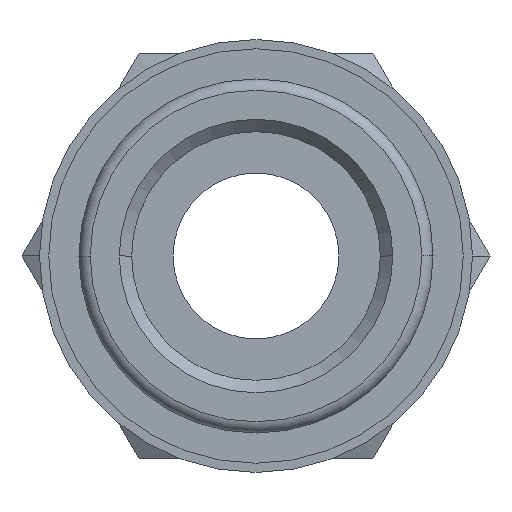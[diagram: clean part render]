
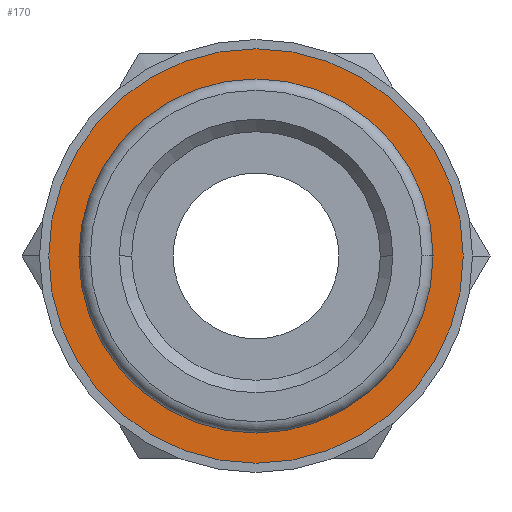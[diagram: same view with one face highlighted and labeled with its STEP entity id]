
A CAD part, front view. The second image highlights one B-rep face of the part: STEP entity #170.
In plain terms, the highlighted planar face has unit normal (0, -1, 0).
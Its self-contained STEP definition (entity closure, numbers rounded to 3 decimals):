
#170=ADVANCED_FACE('',(#359,#360),#361,.T.);
#359=FACE_BOUND('',#562,.T.);
#360=FACE_OUTER_BOUND('',#563,.T.);
#361=PLANE('',#564);
#562=EDGE_LOOP('',(#970,#971,#972));
#563=EDGE_LOOP('',(#973,#974));
#564=AXIS2_PLACEMENT_3D('',#975,#976,#977);
#970=ORIENTED_EDGE('',*,*,#1285,.T.);
#971=ORIENTED_EDGE('',*,*,#1286,.T.);
#972=ORIENTED_EDGE('',*,*,#1287,.T.);
#973=ORIENTED_EDGE('',*,*,#1288,.F.);
#974=ORIENTED_EDGE('',*,*,#1167,.F.);
#975=CARTESIAN_POINT('',(5.625,3.6,0.0));
#976=DIRECTION('',(-0.0,-1.0,-0.0));
#977=DIRECTION('',(-1.0,0.0,0.0));
#1167=EDGE_CURVE('',#1385,#1380,#1387,.T.);
#1285=EDGE_CURVE('',#1546,#1547,#1548,.T.);
#1286=EDGE_CURVE('',#1547,#1549,#1550,.T.);
#1287=EDGE_CURVE('',#1549,#1546,#1551,.T.);
#1288=EDGE_CURVE('',#1380,#1385,#1552,.T.);
#1380=VERTEX_POINT('',#1722);
#1385=VERTEX_POINT('',#1728);
#1387=CIRCLE('',#1731,11.25);
#1546=VERTEX_POINT('',#2110);
#1547=VERTEX_POINT('',#2111);
#1548=CIRCLE('',#2112,9.156);
#1549=VERTEX_POINT('',#2113);
#1550=CIRCLE('',#2114,9.156);
#1551=CIRCLE('',#2115,9.156);
#1552=CIRCLE('',#2116,11.25);
#1722=CARTESIAN_POINT('',(11.25,3.6,0.0));
#1728=CARTESIAN_POINT('',(-11.25,3.6,0.));
#1731=AXIS2_PLACEMENT_3D('',#2205,#2206,#2207);
#2110=CARTESIAN_POINT('',(0.,3.6,9.156));
#2111=CARTESIAN_POINT('',(9.156,3.6,0.));
#2112=AXIS2_PLACEMENT_3D('',#2353,#2354,#2355);
#2113=CARTESIAN_POINT('',(-9.156,3.6,0.));
#2114=AXIS2_PLACEMENT_3D('',#2356,#2357,#2358);
#2115=AXIS2_PLACEMENT_3D('',#2359,#2360,#2361);
#2116=AXIS2_PLACEMENT_3D('',#2362,#2363,#2364);
#2205=CARTESIAN_POINT('',(0.0,3.6,0.0));
#2206=DIRECTION('',(-0.0,1.0,0.0));
#2207=DIRECTION('',(1.0,0.0,0.0));
#2353=CARTESIAN_POINT('',(0.0,3.6,0.0));
#2354=DIRECTION('',(0.0,1.0,0.0));
#2355=DIRECTION('',(0.0,0.0,-1.0));
#2356=CARTESIAN_POINT('',(0.0,3.6,0.0));
#2357=DIRECTION('',(0.0,1.0,0.0));
#2358=DIRECTION('',(0.0,0.0,-1.0));
#2359=CARTESIAN_POINT('',(0.0,3.6,0.0));
#2360=DIRECTION('',(0.0,1.0,0.0));
#2361=DIRECTION('',(0.0,0.0,-1.0));
#2362=CARTESIAN_POINT('',(0.0,3.6,0.0));
#2363=DIRECTION('',(-0.0,1.0,0.0));
#2364=DIRECTION('',(1.0,0.0,0.0));
